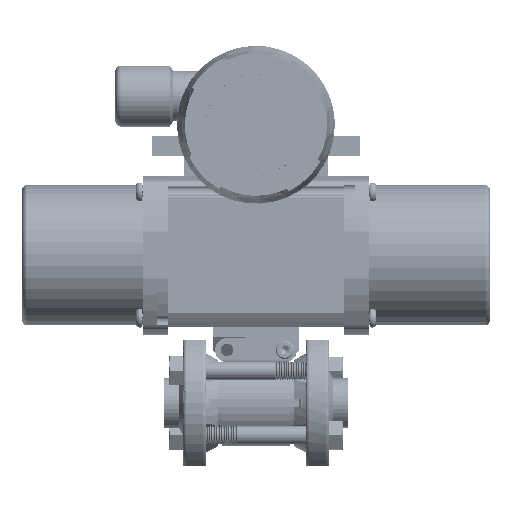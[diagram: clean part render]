
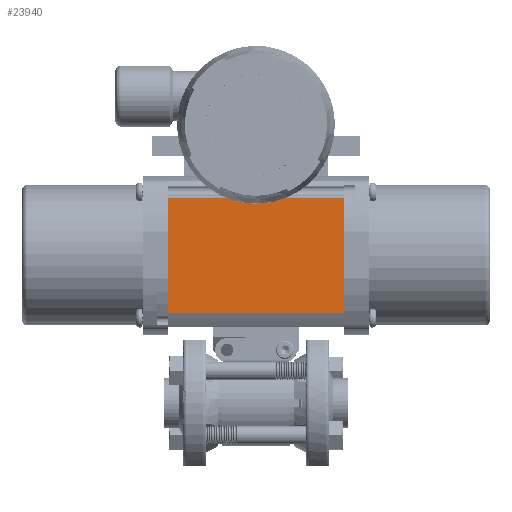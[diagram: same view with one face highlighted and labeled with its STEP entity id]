
A CAD part, top view. The second image highlights one B-rep face of the part: STEP entity #23940.
In plain terms, the highlighted planar face has unit normal (0, 0, 1).
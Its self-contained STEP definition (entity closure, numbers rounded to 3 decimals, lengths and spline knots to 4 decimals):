
#402 = EDGE_CURVE ( 'NONE', #240280, #16652, #34771, .T. ) ;
#3775 = CARTESIAN_POINT ( 'NONE',  ( -1.5275, 3.5621, 1.17 ) ) ;
#5983 = VERTEX_POINT ( 'NONE', #3775 ) ;
#13151 = AXIS2_PLACEMENT_3D ( 'NONE', #150311, #53087, #189312 ) ;
#16652 = VERTEX_POINT ( 'NONE', #100042 ) ;
#23940 = ADVANCED_FACE ( 'NONE', ( #166361 ), #169734, .F. ) ;
#30548 = DIRECTION ( 'NONE',  ( -1., 0., 0. ) ) ;
#30598 = DIRECTION ( 'NONE',  ( 0., -1., 0. ) ) ;
#34771 = LINE ( 'NONE', #205198, #184068 ) ;
#45348 = EDGE_CURVE ( 'NONE', #113189, #5983, #63912, .T. ) ;
#47690 = DIRECTION ( 'NONE',  ( 0., 1., 0. ) ) ;
#53087 = DIRECTION ( 'NONE',  ( 0., 0., -1. ) ) ;
#63912 = LINE ( 'NONE', #183929, #149227 ) ;
#88712 = CARTESIAN_POINT ( 'NONE',  ( -1.5275, 1.5679, 1.17 ) ) ;
#100042 = CARTESIAN_POINT ( 'NONE',  ( 1.5275, 1.5679, 1.17 ) ) ;
#106529 = EDGE_LOOP ( 'NONE', ( #163360, #237326, #225681, #160175 ) ) ;
#113189 = VERTEX_POINT ( 'NONE', #88712 ) ;
#113775 = VECTOR ( 'NONE', #30548, 39.3701 ) ;
#115055 = CARTESIAN_POINT ( 'NONE',  ( 1.5275, 3.5621, 1.17 ) ) ;
#139310 = EDGE_CURVE ( 'NONE', #113189, #16652, #193249, .T. ) ;
#141523 = VECTOR ( 'NONE', #210815, 39.3701 ) ;
#149227 = VECTOR ( 'NONE', #47690, 39.3701 ) ;
#150311 = CARTESIAN_POINT ( 'NONE',  ( -5.0403, 3.5694, 1.17 ) ) ;
#160175 = ORIENTED_EDGE ( 'NONE', *, *, #139310, .T. ) ;
#163360 = ORIENTED_EDGE ( 'NONE', *, *, #402, .F. ) ;
#166361 = FACE_OUTER_BOUND ( 'NONE', #106529, .T. ) ;
#169734 = PLANE ( 'NONE',  #13151 ) ;
#183929 = CARTESIAN_POINT ( 'NONE',  ( -1.5275, 3.5694, 1.17 ) ) ;
#184068 = VECTOR ( 'NONE', #30598, 39.3701 ) ;
#186397 = CARTESIAN_POINT ( 'NONE',  ( -5.0403, 3.5621, 1.17 ) ) ;
#189312 = DIRECTION ( 'NONE',  ( 0., -1., 0. ) ) ;
#193249 = LINE ( 'NONE', #208982, #141523 ) ;
#205198 = CARTESIAN_POINT ( 'NONE',  ( 1.5275, 3.5694, 1.17 ) ) ;
#208982 = CARTESIAN_POINT ( 'NONE',  ( -5.0403, 1.5679, 1.17 ) ) ;
#210815 = DIRECTION ( 'NONE',  ( 1., 0., 0. ) ) ;
#223263 = LINE ( 'NONE', #186397, #113775 ) ;
#225681 = ORIENTED_EDGE ( 'NONE', *, *, #45348, .F. ) ;
#230146 = EDGE_CURVE ( 'NONE', #240280, #5983, #223263, .T. ) ;
#237326 = ORIENTED_EDGE ( 'NONE', *, *, #230146, .T. ) ;
#240280 = VERTEX_POINT ( 'NONE', #115055 ) ;
